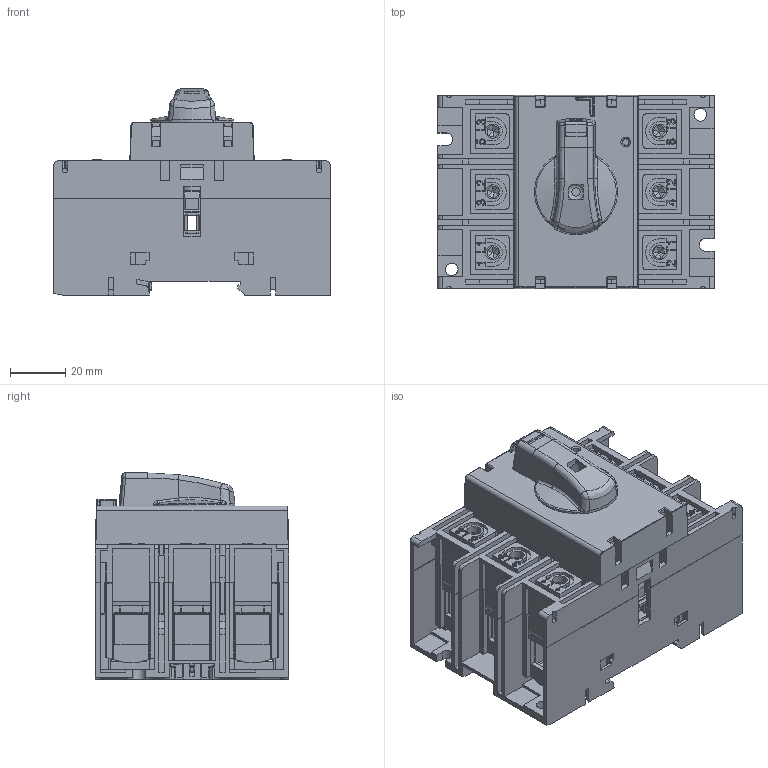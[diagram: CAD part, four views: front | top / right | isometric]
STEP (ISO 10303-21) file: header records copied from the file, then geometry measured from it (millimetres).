
FILE_DESCRIPTION(/* description */ (''),/* implementation_level */ '2;1');
FILE_NAME(/* name */ 'GA125A_stp.stp',/* time_stamp */ '2019-05-08T13:17:15+02:00',/* author */ (''),/* organization */ (''),/* preprocessor_version */ 'ST-DEVELOPER v16',/* originating_system */ 'SIEMENS PLM Software NX 10.0',/* authorisation */ '');
FILE_SCHEMA (('AP203_CONFIGURATION_CONTROLLED_3D_DESIGN_OF_MECHANICAL_PARTS_AND_ASSEMBLIES_MIM_LF { 1 0 10303 403 2 1 2}'));
Products named in the file (1): Ferr3798571B6j53
Bounding box: 100 x 70 x 74.6 mm (x, y, z)
Volume: 123266.7 mm3; surface area: 155918.2 mm2
Topology: 27 solids, 27 shells, 4140 faces, 11481 edges, 7480 vertices
Faces by surface type: plane 3072, cylinder 709, bspline 166, cone 150, torus 27, sphere 16
Full cylindrical faces by diameter (mm): 1.8 x4, 2 x1, 2.3 x1, 2.4 x3, 2.5 x2, 3 x1, 3.1 x4, 3.2 x2, 3.4 x4, 4.6 x4, 5.15 x6, 6 x5, 6.2 x2, 8 x6, 8.2 x1, 8.3 x6, 10.1 x1, 11.6 x1
Entity records: 133268 total; most frequent: CARTESIAN_POINT 27922, ORIENTED_EDGE 22736, DIRECTION 20398, EDGE_CURVE 11368, LINE 9282, VECTOR 9282, VERTEX_POINT 7454, AXIS2_PLACEMENT_3D 5558
